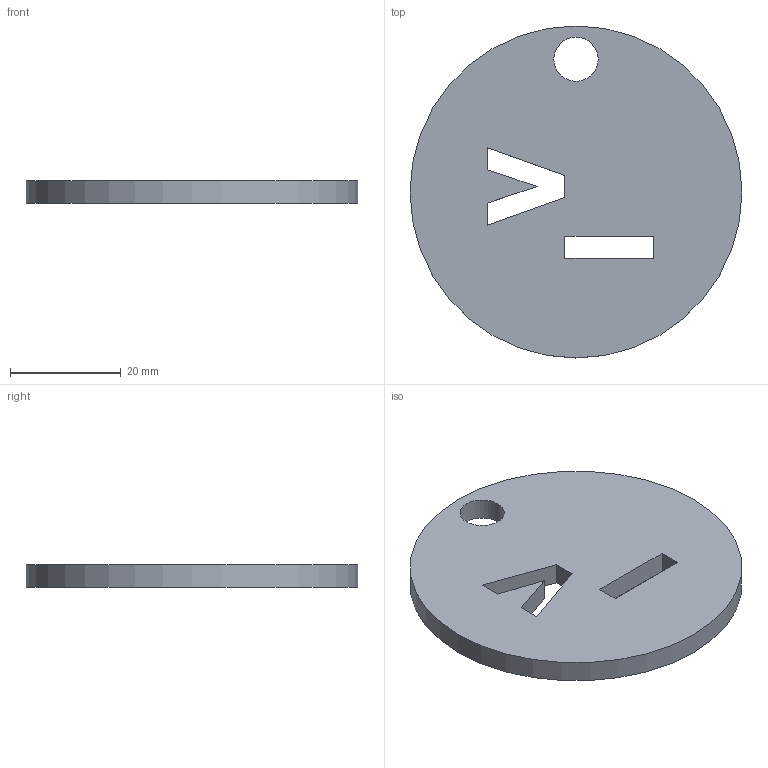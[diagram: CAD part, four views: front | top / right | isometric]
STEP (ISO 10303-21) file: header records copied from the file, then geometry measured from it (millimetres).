
FILE_DESCRIPTION(('FreeCAD Model'),'2;1');
FILE_NAME('Terminal.step', '2017-09-30T10:47:33',('Author'),(''), 'Open CASCADE STEP processor 6.9','FreeCAD','Unknown');
FILE_SCHEMA(('AUTOMOTIVE_DESIGN_CC2 { 1 2 10303 214 -1 1 5 4 }'));
Length unit declared in the file: millimetre
Products named in the file (1): Pad
Bounding box: 60 x 60 x 4 mm (x, y, z)
Volume: 10456.7 mm3; surface area: 6485.7 mm2
Topology: 1 solids, 1 shells, 15 faces, 39 edges, 26 vertices
Faces by surface type: plane 13, cylinder 2
Full cylindrical faces by diameter (mm): 8 x1, 60 x1
Entity records: 997 total; most frequent: CARTESIAN_POINT 159, DIRECTION 153, LINE 109, VECTOR 109, ORIENTED_EDGE 78, PCURVE 78, DEFINITIONAL_REPRESENTATION 78, EDGE_CURVE 39
